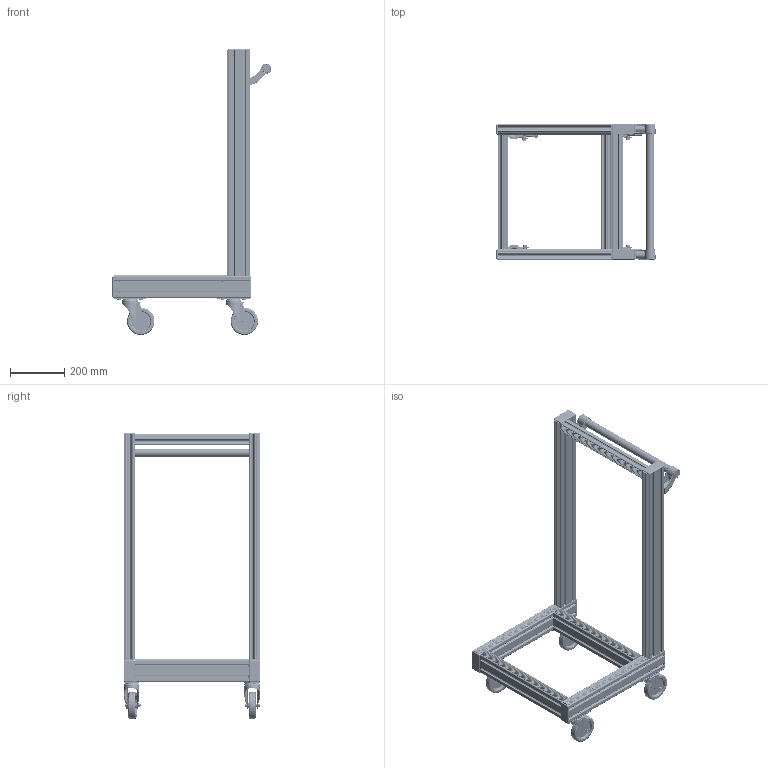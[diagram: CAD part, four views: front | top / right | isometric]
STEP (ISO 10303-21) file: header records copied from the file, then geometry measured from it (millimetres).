
FILE_DESCRIPTION(('STEP AP214'),'1');
FILE_NAME('Chariot.stp','2025-04-07T12:11:57',(' '),(' '),'Spatial InterOp 3D',' ',' ');
FILE_SCHEMA(('AUTOMOTIVE_DESIGN { 1 0 10303 214 1 1 1 1 }'));
Length unit declared in the file: millimetre
Products named in the file (42): Fixation standard 8 40 Zn ESD; Vis BHC - M8x20; agrafe 8-40; Chariot; Profilé cache 8 32x4; Profilé 8 80x40 léger; Profilé 8 40x40 léger; Poignée AL déportée; ASSEM1; Tube D30; Kit de fixation; Vis BHC - M6x18; Écrou 8 St M6; poignée Al D30-kit d'extrémité; bouchon; corps; Embout 8 80x40 noir; Roulette pivotante D100, 120x40; roue pour roulette; Kit roulette 120x40 D100 - P840; Rondelle M 8; Vis BHC - M8x16; Écrou 8 St M8; platine
Assembly tree (79 placements, depth 5):
  Chariot
    Fixation standard 8 40 Zn ESD  x14
      Vis BHC - M8x20
      agrafe 8-40
    Profilé cache 8 32x4  x3
    Profilé 8 80x40 léger
    Profilé 8 40x40 léger
    Poignée AL déportée
      ASSEM1
      (unnamed)
      Tube D30
      Kit de fixation
        Vis BHC - M6x18
        Écrou 8 St M6
      Kit de fixation
        Vis BHC - M6x18
        Écrou 8 St M6
    Profilé cache 8 32x4  x2
    Profilé cache 8 32x4  x2
    Embout 8 80x40 noir  x6
    Kit roulette 120x40 D100 - P840
      Roulette pivotante D100, 120x40
        roue pour roulette
        corps
      Kit roulette 120x40 D100 - P840
        Kit de fixation  x2
          Rondelle M 8
          Vis BHC - M8x16
          Écrou 8 St M8
        platine
    Kit roulette 120x40 D100 - P840
      Roulette pivotante D100, 120x40
        roue pour roulette
        corps
      Kit roulette 120x40 D100 - P840
        Kit de fixation  x2
          Rondelle M 8
          Vis BHC - M8x16
          Écrou 8 St M8
        platine
    Kit roulette 120x40 D100 - P840
      Roulette pivotante D100, 120x40
        roue pour roulette
        corps
      Kit roulette 120x40 D100 - P840
        Kit de fixation  x2
          Rondelle M 8
          Vis BHC - M8x16
          Écrou 8 St M8
        platine
    Kit roulette 120x40 D100 - P840
      Roulette pivotante D100, 120x40
        roue pour roulette
        corps
      Kit roulette 120x40 D100 - P840
        Kit de fixation  x2
          Rondelle M 8
          Vis BHC - M8x16
          Écrou 8 St M8
        platine
Bounding box: 583.98 x 501.15 x 1049.84 mm (x, y, z)
Volume: 5795906.8 mm3; surface area: 3821757.6 mm2
Topology: 93 solids, 95 shells, 6386 faces, 17539 edges, 11485 vertices
Faces by surface type: plane 3154, cylinder 2286, bspline 396, cone 270, torus 172, sphere 108
Full cylindrical faces by diameter (mm): 4 x10, 5 x2, 6 x4, 6.78 x31, 6.8 x36, 7 x18, 7.1 x12, 8 x60, 8.4 x8, 9 x14, 12 x4, 13 x8, 16 x8, 17.5 x8, 20.45 x4, 30 x1, 39 x4, 55.841 x4, 57 x4, 74.8 x8, 100 x4
Entity records: 134471 total; most frequent: CARTESIAN_POINT 29144, ORIENTED_EDGE 15498, DIRECTION 15392, EDGE_CURVE 7749, AXIS2_PLACEMENT_3D 5488, VERTEX_POINT 5182, LINE 4416, VECTOR 4416
